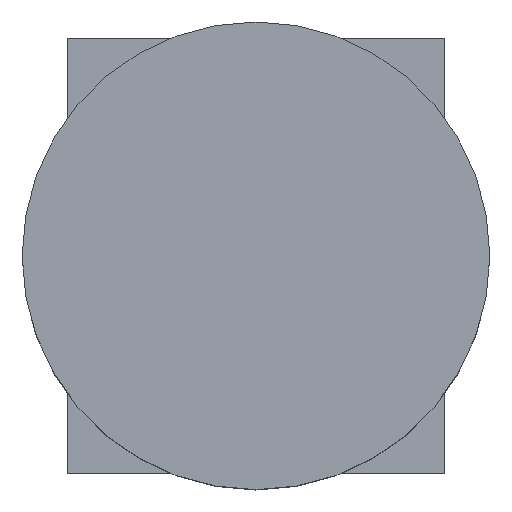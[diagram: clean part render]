
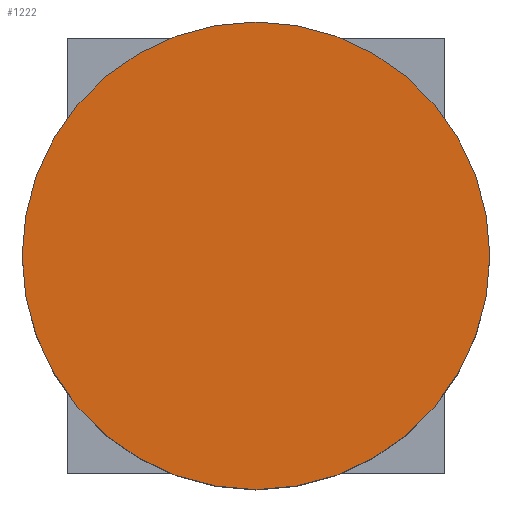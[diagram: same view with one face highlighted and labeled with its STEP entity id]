
A CAD part, top view. The second image highlights one B-rep face of the part: STEP entity #1222.
In plain terms, the highlighted planar face has unit normal (0, 0, 1).
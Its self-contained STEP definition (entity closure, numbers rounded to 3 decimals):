
#1075 = CYLINDRICAL_SURFACE('',#1076,4.3);
#1076 = AXIS2_PLACEMENT_3D('',#1077,#1078,#1079);
#1077 = CARTESIAN_POINT('',(0.,0.,3.5));
#1078 = DIRECTION('',(-0.,-0.,-1.));
#1079 = DIRECTION('',(1.,0.,0.));
#1102 = CYLINDRICAL_SURFACE('',#1103,4.3);
#1103 = AXIS2_PLACEMENT_3D('',#1104,#1105,#1106);
#1104 = CARTESIAN_POINT('',(0.,0.,3.5));
#1105 = DIRECTION('',(-0.,-0.,-1.));
#1106 = DIRECTION('',(1.,0.,0.));
#1122 = VERTEX_POINT('',#1123);
#1123 = CARTESIAN_POINT('',(0.,-4.3,4.));
#1144 = EDGE_CURVE('',#1122,#1145,#1147,.T.);
#1145 = VERTEX_POINT('',#1146);
#1146 = CARTESIAN_POINT('',(0.,4.3,4.));
#1147 = SURFACE_CURVE('',#1148,(#1153,#1160),.PCURVE_S1.);
#1148 = CIRCLE('',#1149,4.3);
#1149 = AXIS2_PLACEMENT_3D('',#1150,#1151,#1152);
#1150 = CARTESIAN_POINT('',(0.,0.,4.));
#1151 = DIRECTION('',(0.,0.,1.));
#1152 = DIRECTION('',(1.,0.,0.));
#1153 = PCURVE('',#1075,#1154);
#1154 = DEFINITIONAL_REPRESENTATION('',(#1155),#1159);
#1155 = LINE('',#1156,#1157);
#1156 = CARTESIAN_POINT('',(-0.,-0.5));
#1157 = VECTOR('',#1158,1.);
#1158 = DIRECTION('',(-1.,0.));
#1159 = ( GEOMETRIC_REPRESENTATION_CONTEXT(2) 
PARAMETRIC_REPRESENTATION_CONTEXT() REPRESENTATION_CONTEXT('2D SPACE',''
  ) );
#1160 = PCURVE('',#1161,#1166);
#1161 = PLANE('',#1162);
#1162 = AXIS2_PLACEMENT_3D('',#1163,#1164,#1165);
#1163 = CARTESIAN_POINT('',(0.,0.,4.));
#1164 = DIRECTION('',(0.,0.,1.));
#1165 = DIRECTION('',(1.,0.,0.));
#1166 = DEFINITIONAL_REPRESENTATION('',(#1167),#1171);
#1167 = CIRCLE('',#1168,4.3);
#1168 = AXIS2_PLACEMENT_2D('',#1169,#1170);
#1169 = CARTESIAN_POINT('',(0.,0.));
#1170 = DIRECTION('',(1.,0.));
#1171 = ( GEOMETRIC_REPRESENTATION_CONTEXT(2) 
PARAMETRIC_REPRESENTATION_CONTEXT() REPRESENTATION_CONTEXT('2D SPACE',''
  ) );
#1199 = EDGE_CURVE('',#1145,#1122,#1200,.T.);
#1200 = SURFACE_CURVE('',#1201,(#1206,#1213),.PCURVE_S1.);
#1201 = CIRCLE('',#1202,4.3);
#1202 = AXIS2_PLACEMENT_3D('',#1203,#1204,#1205);
#1203 = CARTESIAN_POINT('',(0.,0.,4.));
#1204 = DIRECTION('',(0.,0.,1.));
#1205 = DIRECTION('',(1.,0.,0.));
#1206 = PCURVE('',#1102,#1207);
#1207 = DEFINITIONAL_REPRESENTATION('',(#1208),#1212);
#1208 = LINE('',#1209,#1210);
#1209 = CARTESIAN_POINT('',(-0.,-0.5));
#1210 = VECTOR('',#1211,1.);
#1211 = DIRECTION('',(-1.,0.));
#1212 = ( GEOMETRIC_REPRESENTATION_CONTEXT(2) 
PARAMETRIC_REPRESENTATION_CONTEXT() REPRESENTATION_CONTEXT('2D SPACE',''
  ) );
#1213 = PCURVE('',#1161,#1214);
#1214 = DEFINITIONAL_REPRESENTATION('',(#1215),#1219);
#1215 = CIRCLE('',#1216,4.3);
#1216 = AXIS2_PLACEMENT_2D('',#1217,#1218);
#1217 = CARTESIAN_POINT('',(0.,0.));
#1218 = DIRECTION('',(1.,0.));
#1219 = ( GEOMETRIC_REPRESENTATION_CONTEXT(2) 
PARAMETRIC_REPRESENTATION_CONTEXT() REPRESENTATION_CONTEXT('2D SPACE',''
  ) );
#1222 = ADVANCED_FACE('',(#1223),#1161,.T.);
#1223 = FACE_BOUND('',#1224,.T.);
#1224 = EDGE_LOOP('',(#1225,#1226));
#1225 = ORIENTED_EDGE('',*,*,#1144,.T.);
#1226 = ORIENTED_EDGE('',*,*,#1199,.T.);
